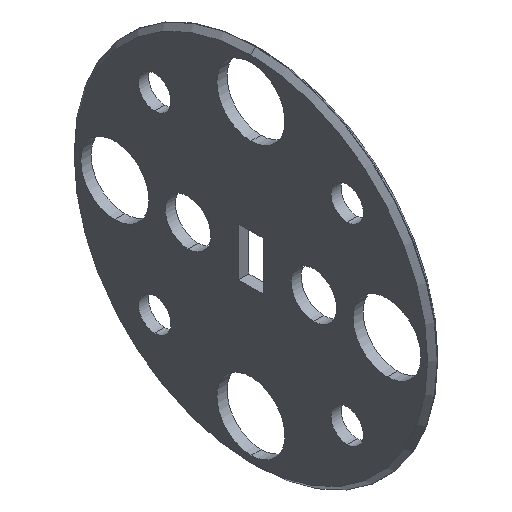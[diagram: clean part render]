
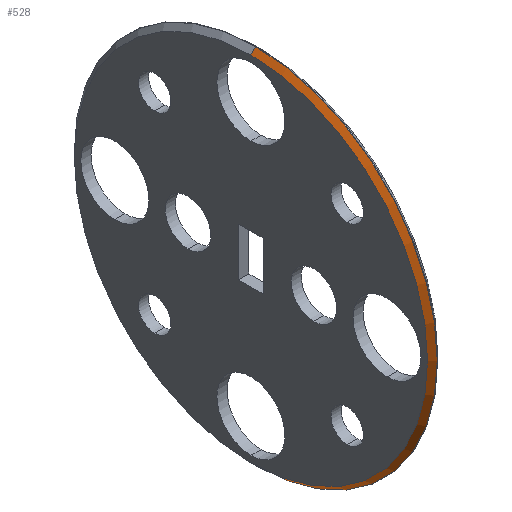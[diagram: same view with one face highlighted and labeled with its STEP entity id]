
A CAD part, isometric view. The second image highlights one B-rep face of the part: STEP entity #528.
In plain terms, the highlighted conical face has half-angle 45 degrees and reference radius 9.525 mm.
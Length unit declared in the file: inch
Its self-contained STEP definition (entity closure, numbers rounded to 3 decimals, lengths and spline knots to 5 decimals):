
#32 = LINE ( 'NONE', #480, #617 ) ;
#65 = ORIENTED_EDGE ( 'NONE', *, *, #737, .F. ) ;
#101 = AXIS2_PLACEMENT_3D ( 'NONE', #571, #651, #748 ) ;
#125 = DIRECTION ( 'NONE',  ( 0.707, 0., -0.707 ) ) ;
#145 = CARTESIAN_POINT ( 'NONE',  ( 0.01, 0., 0.375 ) ) ;
#149 = VERTEX_POINT ( 'NONE', #145 ) ;
#175 = CARTESIAN_POINT ( 'NONE',  ( 0., 0., 0. ) ) ;
#247 = CARTESIAN_POINT ( 'NONE',  ( 0.01, 0., 0.375 ) ) ;
#260 = ORIENTED_EDGE ( 'NONE', *, *, #953, .F. ) ;
#350 = FACE_OUTER_BOUND ( 'NONE', #877, .T. ) ;
#359 = DIRECTION ( 'NONE',  ( 0., 0., 1. ) ) ;
#385 = DIRECTION ( 'NONE',  ( 1., 0., 0. ) ) ;
#443 = VERTEX_POINT ( 'NONE', #762 ) ;
#452 = EDGE_CURVE ( 'NONE', #652, #621, #32, .T. ) ;
#480 = CARTESIAN_POINT ( 'NONE',  ( 0.01, 0., -0.375 ) ) ;
#528 = ADVANCED_FACE ( 'NONE', ( #350 ), #678, .T. ) ;
#571 = CARTESIAN_POINT ( 'NONE',  ( 0.01, 0., 0. ) ) ;
#617 = VECTOR ( 'NONE', #125, 39.37008 ) ;
#621 = VERTEX_POINT ( 'NONE', #937 ) ;
#627 = DIRECTION ( 'NONE',  ( 0.707, 0., 0.707 ) ) ;
#651 = DIRECTION ( 'NONE',  ( 1., 0., 0. ) ) ;
#652 = VERTEX_POINT ( 'NONE', #790 ) ;
#676 = CIRCLE ( 'NONE', #987, 0.365 ) ;
#678 = CONICAL_SURFACE ( 'NONE', #101, 0.375, 0.785 ) ;
#737 = EDGE_CURVE ( 'NONE', #443, #149, #874, .T. ) ;
#741 = ORIENTED_EDGE ( 'NONE', *, *, #799, .F. ) ;
#746 = CARTESIAN_POINT ( 'NONE',  ( 0.01, 0., 0. ) ) ;
#748 = DIRECTION ( 'NONE',  ( 0., 0., -1. ) ) ;
#762 = CARTESIAN_POINT ( 'NONE',  ( 0., 0., 0.365 ) ) ;
#790 = CARTESIAN_POINT ( 'NONE',  ( 0., 0., -0.365 ) ) ;
#799 = EDGE_CURVE ( 'NONE', #652, #443, #676, .T. ) ;
#863 = AXIS2_PLACEMENT_3D ( 'NONE', #746, #385, #1009 ) ;
#874 = LINE ( 'NONE', #247, #1148 ) ;
#877 = EDGE_LOOP ( 'NONE', ( #65, #741, #1031, #260 ) ) ;
#937 = CARTESIAN_POINT ( 'NONE',  ( 0.01, 0., -0.375 ) ) ;
#953 = EDGE_CURVE ( 'NONE', #149, #621, #1026, .T. ) ;
#987 = AXIS2_PLACEMENT_3D ( 'NONE', #175, #1076, #359 ) ;
#1009 = DIRECTION ( 'NONE',  ( 0., 0., 1. ) ) ;
#1026 = CIRCLE ( 'NONE', #863, 0.375 ) ;
#1031 = ORIENTED_EDGE ( 'NONE', *, *, #452, .T. ) ;
#1076 = DIRECTION ( 'NONE',  ( -1., 0., 0. ) ) ;
#1148 = VECTOR ( 'NONE', #627, 39.37008 ) ;
